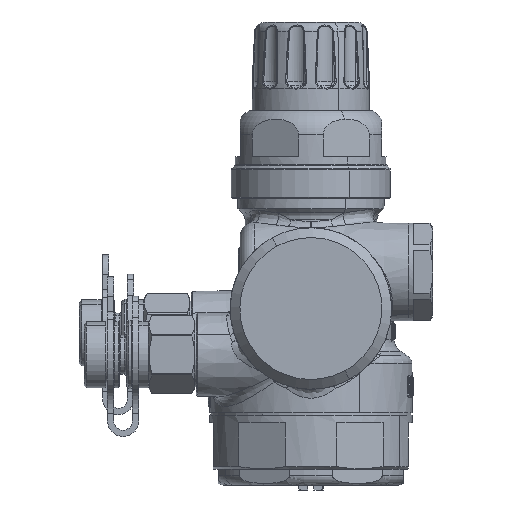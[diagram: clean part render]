
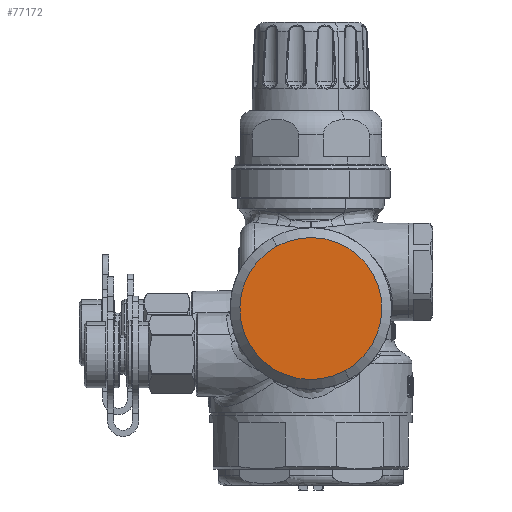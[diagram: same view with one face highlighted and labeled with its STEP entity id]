
A CAD part, front view. The second image highlights one B-rep face of the part: STEP entity #77172.
In plain terms, the highlighted planar face has unit normal (0, -1, 0).
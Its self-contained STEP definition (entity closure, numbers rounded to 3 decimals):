
#77149=CARTESIAN_POINT('Axis2P3D Location',(0.,-31.,14.55)) ;
#77154=CARTESIAN_POINT('Axis2P3D Location',(0.,-31.,0.)) ;
#77158=CARTESIAN_POINT('Vertex',(6.976,-31.,-12.769)) ;
#77160=CARTESIAN_POINT('Vertex',(-6.976,-31.,12.769)) ;
#77163=CARTESIAN_POINT('Axis2P3D Location',(0.,-31.,0.)) ;
#77150=DIRECTION('Axis2P3D Direction',(0.,-1.,0.)) ;
#77151=DIRECTION('Axis2P3D XDirection',(1.,0.,0.)) ;
#77155=DIRECTION('Axis2P3D Direction',(0.,-1.,0.)) ;
#77164=DIRECTION('Axis2P3D Direction',(0.,-1.,0.)) ;
#77152=AXIS2_PLACEMENT_3D('Plane Axis2P3D',#77149,#77150,#77151) ;
#77156=AXIS2_PLACEMENT_3D('Circle Axis2P3D',#77154,#77155,$) ;
#77165=AXIS2_PLACEMENT_3D('Circle Axis2P3D',#77163,#77164,$) ;
#77157=CIRCLE('generated circle',#77156,14.55) ;
#77166=CIRCLE('generated circle',#77165,14.55) ;
#77153=PLANE('',#77152) ;
#77162=EDGE_CURVE('',#77159,#77161,#77157,.T.) ;
#77167=EDGE_CURVE('',#77161,#77159,#77166,.T.) ;
#77169=ORIENTED_EDGE('',*,*,#77162,.T.) ;
#77170=ORIENTED_EDGE('',*,*,#77167,.T.) ;
#77168=EDGE_LOOP('',(#77169,#77170)) ;
#77159=VERTEX_POINT('',#77158) ;
#77161=VERTEX_POINT('',#77160) ;
#77172=ADVANCED_FACE('PartBody',(#77171),#77153,.T.) ;
#77171=FACE_OUTER_BOUND('',#77168,.T.) ;
